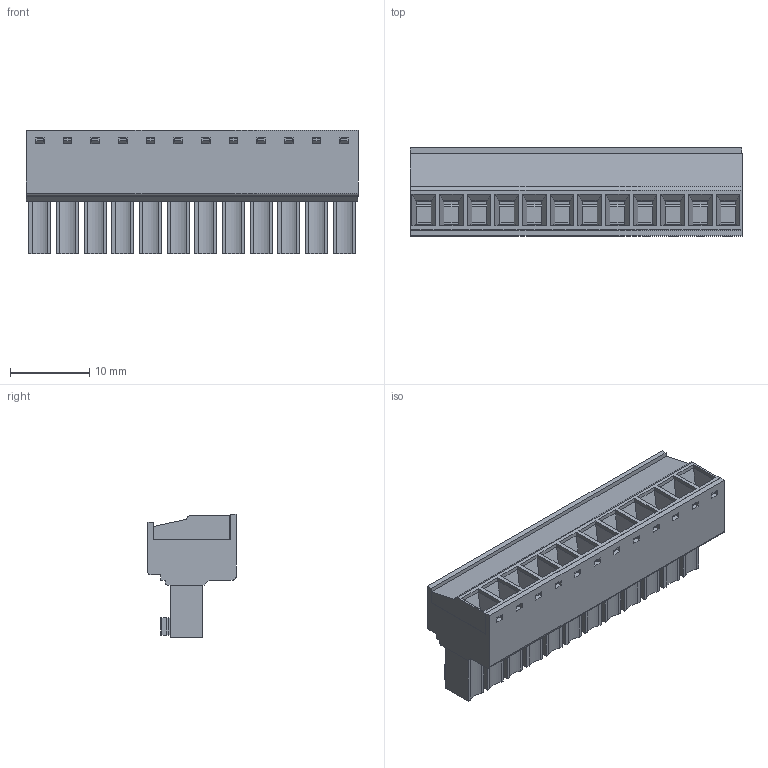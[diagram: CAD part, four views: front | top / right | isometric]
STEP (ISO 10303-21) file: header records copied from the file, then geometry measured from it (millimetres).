
FILE_DESCRIPTION (( 'STEP AP214' ), '1' );
FILE_NAME ('15EDGK-3.5-12P-14-00AH.STEP', '2017-04-27T22:51:26', ( 'SIG' ), ( '' ), 'SwSTEP 2.0', 'SolidWorks 2014', '' );
FILE_SCHEMA (( 'AUTOMOTIVE_DESIGN' ));
Length unit declared in the file: millimetre
Products named in the file (44): 15EDGK-3.5_top-cap; 15EDGK-3.5_klamper; 15EDGK-3.5; 15EDGK-3.5_screw; 15EDGK-3.5_spring; 15EDGK-3.5-12P-14-00AH
Assembly tree (38 placements, depth 2):
  15EDGK-3.5_top-cap
  15EDGK-3.5_klamper
  15EDGK-3.5
  15EDGK-3.5_screw
  15EDGK-3.5_klamper
Bounding box: 42 x 11.15 x 15.56 mm (x, y, z)
Volume: 2918.7 mm3; surface area: 10245.1 mm2
Topology: 38 solids, 38 shells, 2083 faces, 5793 edges, 3822 vertices
Faces by surface type: plane 1563, cylinder 364, bspline 72, cone 48, torus 36
Entity records: 46554 total; most frequent: CARTESIAN_POINT 9419, ORIENTED_EDGE 7450, DIRECTION 6485, EDGE_CURVE 3725, LINE 3123, VECTOR 3123, VERTEX_POINT 2458, AXIS2_PLACEMENT_3D 1681
